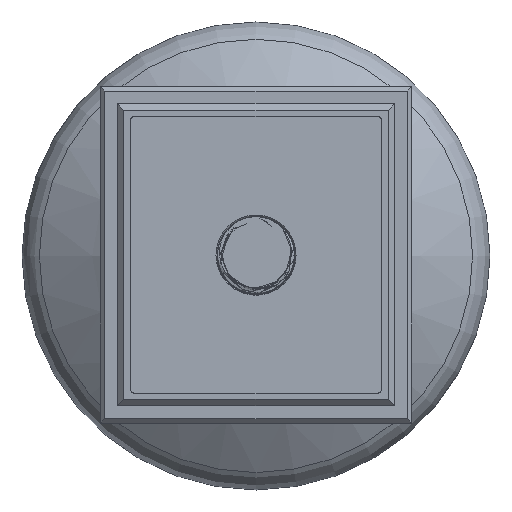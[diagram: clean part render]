
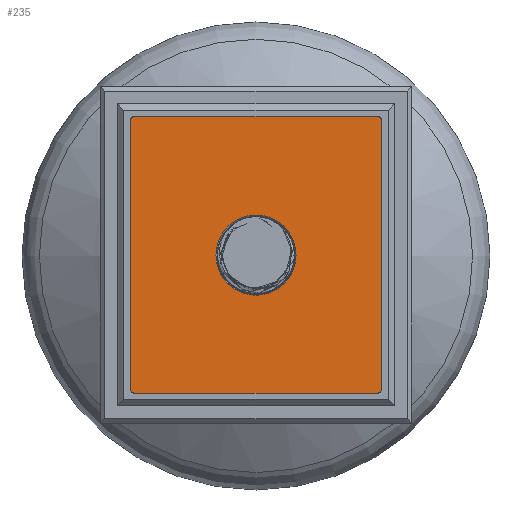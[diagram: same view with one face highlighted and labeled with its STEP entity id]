
A CAD part, top view. The second image highlights one B-rep face of the part: STEP entity #235.
In plain terms, the highlighted planar face has unit normal (0, 0, 1).
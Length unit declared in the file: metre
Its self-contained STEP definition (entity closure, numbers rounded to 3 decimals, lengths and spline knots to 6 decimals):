
#235=ADVANCED_FACE('',(#555,#556),#557,.F.);
#555=FACE_BOUND('',#991,.T.);
#556=FACE_OUTER_BOUND('',#992,.T.);
#557=PLANE('',#993);
#991=EDGE_LOOP('',(#7400));
#992=EDGE_LOOP('',(#7401,#7402,#7403,#7404));
#993=AXIS2_PLACEMENT_3D('',#7405,#7406,#7407);
#7400=ORIENTED_EDGE('',*,*,#8357,.T.);
#7401=ORIENTED_EDGE('',*,*,#8358,.T.);
#7402=ORIENTED_EDGE('',*,*,#8359,.T.);
#7403=ORIENTED_EDGE('',*,*,#8360,.T.);
#7404=ORIENTED_EDGE('',*,*,#8361,.T.);
#7405=CARTESIAN_POINT('',(0.0,0.0,0.045034));
#7406=DIRECTION('',(0.0,0.0,-1.0));
#7407=DIRECTION('',(-1.0,0.0,0.0));
#8357=EDGE_CURVE('',#8846,#8846,#8847,.T.);
#8358=EDGE_CURVE('',#8848,#8849,#8850,.T.);
#8359=EDGE_CURVE('',#8849,#8851,#8852,.T.);
#8360=EDGE_CURVE('',#8851,#8853,#8854,.T.);
#8361=EDGE_CURVE('',#8853,#8848,#8855,.T.);
#8846=VERTEX_POINT('',#9545);
#8847=CIRCLE('',#9546,0.003264);
#8848=VERTEX_POINT('',#9547);
#8849=VERTEX_POINT('',#9548);
#8850=LINE('',#9549,#9550);
#8851=VERTEX_POINT('',#9551);
#8852=LINE('',#9552,#9553);
#8853=VERTEX_POINT('',#9554);
#8854=LINE('',#9555,#9556);
#8855=LINE('',#9557,#9558);
#9545=CARTESIAN_POINT('',(0.003264,0.0,0.045034));
#9546=AXIS2_PLACEMENT_3D('',#12209,#12210,#12211);
#9547=CARTESIAN_POINT('',(0.011684,-0.0127,0.045034));
#9548=CARTESIAN_POINT('',(0.011684,0.0127,0.045034));
#9549=CARTESIAN_POINT('',(0.011684,0.0,0.045034));
#9550=VECTOR('',#12212,1.0);
#9551=CARTESIAN_POINT('',(-0.011684,0.0127,0.045034));
#9552=CARTESIAN_POINT('',(0.0,0.0127,0.045034));
#9553=VECTOR('',#12213,1.0);
#9554=CARTESIAN_POINT('',(-0.011684,-0.0127,0.045034));
#9555=CARTESIAN_POINT('',(-0.011684,0.0,0.045034));
#9556=VECTOR('',#12214,1.0);
#9557=CARTESIAN_POINT('',(0.0,-0.0127,0.045034));
#9558=VECTOR('',#12215,1.0);
#12209=CARTESIAN_POINT('',(0.0,0.0,0.045034));
#12210=DIRECTION('',(0.0,0.0,-1.0));
#12211=DIRECTION('',(1.0,0.0,0.0));
#12212=DIRECTION('',(0.0,1.0,0.0));
#12213=DIRECTION('',(-1.0,0.0,0.0));
#12214=DIRECTION('',(0.0,-1.0,0.0));
#12215=DIRECTION('',(1.0,0.0,0.0));
